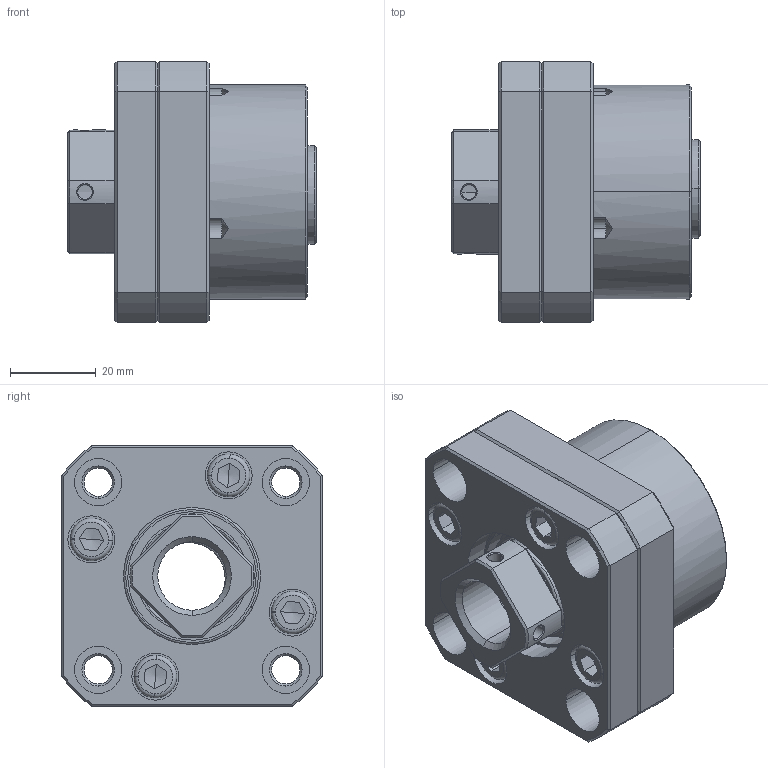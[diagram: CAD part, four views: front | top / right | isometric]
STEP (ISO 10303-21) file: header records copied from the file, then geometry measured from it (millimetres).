
FILE_DESCRIPTION (( 'STEP AP214' ), '1' );
FILE_NAME ('FK17.STEP', '2025-11-07T09:46:47', ( '' ), ( '' ), 'SwSTEP 2.0', 'SolidWorks 2024', '' );
FILE_SCHEMA (( 'AUTOMOTIVE_DESIGN' ));
Length unit declared in the file: millimetre
Products named in the file (1): FK17
Bounding box: 58.03 x 61 x 61 mm (x, y, z)
Volume: 96569 mm3; surface area: 54245.4 mm2
Topology: 37 solids, 37 shells, 890 faces, 2216 edges, 1382 vertices
Faces by surface type: plane 272, torus 172, cylinder 139, bspline 111, cone 108, sphere 88
Entity records: 32389 total; most frequent: CARTESIAN_POINT 11832, DIRECTION 4216, ORIENTED_EDGE 4140, EDGE_CURVE 2070, AXIS2_PLACEMENT_3D 1676, VERTEX_POINT 1294, EDGE_LOOP 988, CIRCLE 896
